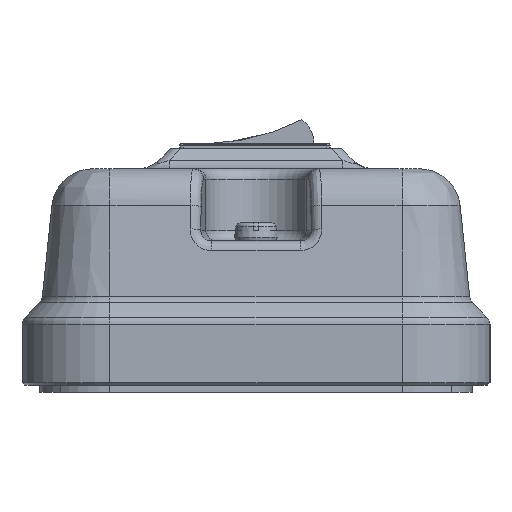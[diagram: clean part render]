
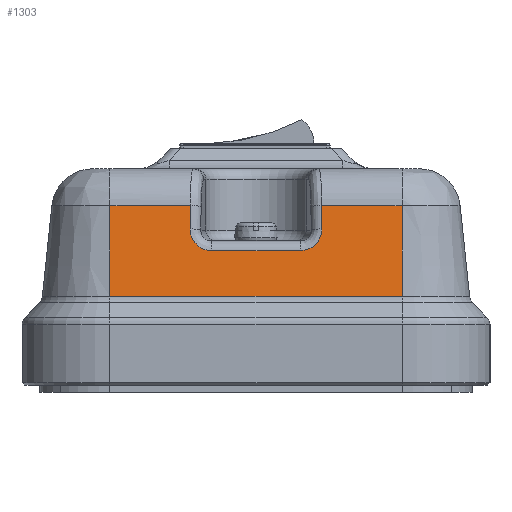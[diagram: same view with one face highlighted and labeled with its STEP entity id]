
A CAD part, left-side view. The second image highlights one B-rep face of the part: STEP entity #1303.
In plain terms, the highlighted planar face has unit normal (-0.995, 0, 0.104).
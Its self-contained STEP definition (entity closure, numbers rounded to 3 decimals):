
#536=ELLIPSE('',#8784,3.027,3.);
#537=ELLIPSE('',#8785,3.027,3.);
#561=PLANE('',#8786);
#851=FACE_OUTER_BOUND('',#2223,.T.);
#1303=ADVANCED_FACE('',(#851),#561,.T.);
#2223=EDGE_LOOP('',(#4513,#4514,#4515,#4516,#4517,#4518,#4519,#4520,#4521,
#4522));
#2758=LINE('',#12382,#3495);
#2767=LINE('',#12485,#3504);
#2776=LINE('',#12543,#3513);
#2801=LINE('',#12831,#3538);
#2806=LINE('',#12862,#3543);
#2811=LINE('',#12917,#3548);
#2816=LINE('',#13090,#3553);
#2817=LINE('',#13092,#3554);
#3495=VECTOR('',#9620,1.);
#3504=VECTOR('',#9645,1.);
#3513=VECTOR('',#9686,1.);
#3538=VECTOR('',#9751,1.);
#3543=VECTOR('',#9770,1.);
#3548=VECTOR('',#9799,1.);
#3553=VECTOR('',#9844,1.);
#3554=VECTOR('',#9845,1.);
#4513=ORIENTED_EDGE('',*,*,#7462,.F.);
#4514=ORIENTED_EDGE('',*,*,#7604,.F.);
#4515=ORIENTED_EDGE('',*,*,#7482,.F.);
#4516=ORIENTED_EDGE('',*,*,#7605,.F.);
#4517=ORIENTED_EDGE('',*,*,#7562,.F.);
#4518=ORIENTED_EDGE('',*,*,#7573,.F.);
#4519=ORIENTED_EDGE('',*,*,#7606,.T.);
#4520=ORIENTED_EDGE('',*,*,#7607,.F.);
#4521=ORIENTED_EDGE('',*,*,#7505,.F.);
#4522=ORIENTED_EDGE('',*,*,#7588,.F.);
#6692=VERTEX_POINT('',#12362);
#6696=VERTEX_POINT('',#12381);
#6706=VERTEX_POINT('',#12461);
#6710=VERTEX_POINT('',#12484);
#6726=VERTEX_POINT('',#12540);
#6727=VERTEX_POINT('',#12542);
#6762=VERTEX_POINT('',#12729);
#6770=VERTEX_POINT('',#12832);
#6776=VERTEX_POINT('',#12861);
#6787=VERTEX_POINT('',#13091);
#7462=EDGE_CURVE('',#6696,#6692,#2758,.T.);
#7482=EDGE_CURVE('',#6710,#6706,#2767,.T.);
#7505=EDGE_CURVE('',#6727,#6726,#2776,.T.);
#7562=EDGE_CURVE('',#6762,#6770,#2801,.T.);
#7573=EDGE_CURVE('',#6776,#6762,#2806,.T.);
#7588=EDGE_CURVE('',#6692,#6727,#2811,.T.);
#7604=EDGE_CURVE('',#6706,#6696,#536,.T.);
#7605=EDGE_CURVE('',#6770,#6710,#537,.T.);
#7606=EDGE_CURVE('',#6776,#6787,#2816,.T.);
#7607=EDGE_CURVE('',#6726,#6787,#2817,.T.);
#8784=AXIS2_PLACEMENT_3D('',#13088,#9840,#9841);
#8785=AXIS2_PLACEMENT_3D('',#13089,#9842,#9843);
#8786=AXIS2_PLACEMENT_3D('',#13093,#9846,#9847);
#9620=DIRECTION('',(0.105,0.009,0.994));
#9645=DIRECTION('',(0.,-1.,0.));
#9686=DIRECTION('',(-0.105,0.,-0.995));
#9751=DIRECTION('',(-0.105,0.009,-0.994));
#9770=DIRECTION('',(0.,-1.,0.));
#9799=DIRECTION('',(0.,-1.,0.));
#9840=DIRECTION('',(-0.995,0.,0.105));
#9841=DIRECTION('',(-0.081,-0.631,-0.771));
#9842=DIRECTION('',(-0.995,0.,0.105));
#9843=DIRECTION('',(-0.081,0.631,-0.771));
#9844=DIRECTION('',(-0.105,0.,-0.995));
#9845=DIRECTION('',(0.,1.,0.));
#9846=DIRECTION('',(-0.995,0.,0.105));
#9847=DIRECTION('',(0.,-1.,0.));
#12362=CARTESIAN_POINT('',(-170.807,-10.311,18.096));
#12381=CARTESIAN_POINT('',(-171.148,-10.34,14.857));
#12382=CARTESIAN_POINT('',(-171.148,-10.34,14.857));
#12461=CARTESIAN_POINT('',(-171.463,-7.356,11.857));
#12484=CARTESIAN_POINT('',(-171.463,4.956,11.857));
#12485=CARTESIAN_POINT('',(-171.463,4.956,11.857));
#12540=CARTESIAN_POINT('',(-172.132,-21.45,5.491));
#12542=CARTESIAN_POINT('',(-170.807,-21.45,18.096));
#12543=CARTESIAN_POINT('',(-170.807,-21.45,18.096));
#12729=CARTESIAN_POINT('',(-170.807,7.911,18.096));
#12831=CARTESIAN_POINT('',(-170.807,7.911,18.096));
#12832=CARTESIAN_POINT('',(-171.148,7.94,14.857));
#12861=CARTESIAN_POINT('',(-170.807,19.05,18.096));
#12862=CARTESIAN_POINT('',(-170.807,19.05,18.096));
#12917=CARTESIAN_POINT('',(-170.807,-10.311,18.096));
#13088=CARTESIAN_POINT('',(-171.148,-7.329,14.857));
#13089=CARTESIAN_POINT('',(-171.148,4.929,14.857));
#13090=CARTESIAN_POINT('',(-170.807,19.05,18.096));
#13091=CARTESIAN_POINT('',(-172.132,19.05,5.491));
#13092=CARTESIAN_POINT('',(-172.132,-21.45,5.491));
#13093=CARTESIAN_POINT('',(-170.271,-21.45,23.2));
